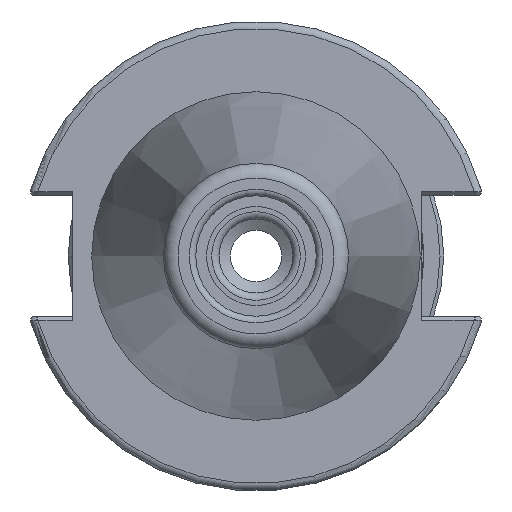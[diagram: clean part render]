
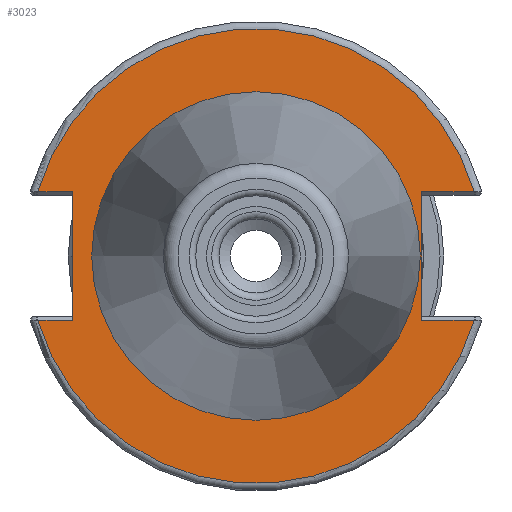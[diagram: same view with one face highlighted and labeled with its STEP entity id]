
A CAD part, left-side view. The second image highlights one B-rep face of the part: STEP entity #3023.
In plain terms, the highlighted planar face has unit normal (-1, 0, 0).
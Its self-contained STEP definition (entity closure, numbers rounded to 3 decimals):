
#46=FACE_BOUND('',#622,.T.);
#192=PLANE('',#3258);
#258=CIRCLE('',#3257,30.775);
#259=CIRCLE('',#3259,30.775);
#260=CIRCLE('',#3260,22.225);
#430=FACE_OUTER_BOUND('',#621,.T.);
#621=EDGE_LOOP('',(#2074,#2075,#2076,#2077,#2078,#2079,#2080,#2081));
#622=EDGE_LOOP('',(#2082));
#834=LINE('',#4742,#1015);
#836=LINE('',#4810,#1017);
#837=LINE('',#4812,#1018);
#838=LINE('',#4816,#1019);
#839=LINE('',#4818,#1020);
#840=LINE('',#4819,#1021);
#1015=VECTOR('',#3621,10.);
#1017=VECTOR('',#3639,10.);
#1018=VECTOR('',#3640,10.);
#1019=VECTOR('',#3643,10.);
#1020=VECTOR('',#3644,10.);
#1021=VECTOR('',#3645,10.);
#1275=VERTEX_POINT('',#4735);
#1278=VERTEX_POINT('',#4740);
#1284=VERTEX_POINT('',#4788);
#1286=VERTEX_POINT('',#4809);
#1287=VERTEX_POINT('',#4811);
#1288=VERTEX_POINT('',#4813);
#1289=VERTEX_POINT('',#4815);
#1290=VERTEX_POINT('',#4817);
#1291=VERTEX_POINT('',#4820);
#1580=EDGE_CURVE('',#1278,#1275,#834,.T.);
#1590=EDGE_CURVE('',#1275,#1284,#258,.T.);
#1593=EDGE_CURVE('',#1278,#1286,#836,.T.);
#1594=EDGE_CURVE('',#1287,#1286,#837,.T.);
#1595=EDGE_CURVE('',#1288,#1287,#259,.T.);
#1596=EDGE_CURVE('',#1289,#1288,#838,.T.);
#1597=EDGE_CURVE('',#1289,#1290,#839,.T.);
#1598=EDGE_CURVE('',#1284,#1290,#840,.T.);
#1599=EDGE_CURVE('',#1291,#1291,#260,.T.);
#2074=ORIENTED_EDGE('',*,*,#1580,.F.);
#2075=ORIENTED_EDGE('',*,*,#1593,.T.);
#2076=ORIENTED_EDGE('',*,*,#1594,.F.);
#2077=ORIENTED_EDGE('',*,*,#1595,.F.);
#2078=ORIENTED_EDGE('',*,*,#1596,.F.);
#2079=ORIENTED_EDGE('',*,*,#1597,.T.);
#2080=ORIENTED_EDGE('',*,*,#1598,.F.);
#2081=ORIENTED_EDGE('',*,*,#1590,.F.);
#2082=ORIENTED_EDGE('',*,*,#1599,.T.);
#3023=ADVANCED_FACE('',(#430,#46),#192,.T.);
#3257=AXIS2_PLACEMENT_3D('',#4789,#3635,#3636);
#3258=AXIS2_PLACEMENT_3D('',#4808,#3637,#3638);
#3259=AXIS2_PLACEMENT_3D('',#4814,#3641,#3642);
#3260=AXIS2_PLACEMENT_3D('',#4821,#3646,#3647);
#3621=DIRECTION('',(0.,-1.,0.));
#3635=DIRECTION('center_axis',(1.,0.,0.));
#3636=DIRECTION('ref_axis',(0.,0.,-1.));
#3637=DIRECTION('center_axis',(-1.,0.,0.));
#3638=DIRECTION('ref_axis',(0.,0.,1.));
#3639=DIRECTION('',(0.,0.,1.));
#3640=DIRECTION('',(0.,1.,0.));
#3641=DIRECTION('center_axis',(1.,0.,0.));
#3642=DIRECTION('ref_axis',(0.,0.,-1.));
#3643=DIRECTION('',(0.,1.,0.));
#3644=DIRECTION('',(0.,0.,-1.));
#3645=DIRECTION('',(0.,-1.,0.));
#3646=DIRECTION('center_axis',(1.,0.,0.));
#3647=DIRECTION('ref_axis',(0.,0.,-1.));
#4735=CARTESIAN_POINT('',(3.175,-29.523,-8.69));
#4740=CARTESIAN_POINT('',(3.175,-22.41,-8.69));
#4742=CARTESIAN_POINT('',(3.175,-4.878,-8.69));
#4788=CARTESIAN_POINT('',(3.175,29.523,-8.69));
#4789=CARTESIAN_POINT('Origin',(3.175,0.,
0.));
#4808=CARTESIAN_POINT('Origin',(3.175,30.775,0.));
#4809=CARTESIAN_POINT('',(3.175,-22.41,8.69));
#4810=CARTESIAN_POINT('',(3.175,-22.41,-4.095));
#4811=CARTESIAN_POINT('',(3.175,-29.523,8.69));
#4812=CARTESIAN_POINT('',(3.175,4.182,8.69));
#4813=CARTESIAN_POINT('',(3.175,29.523,8.69));
#4814=CARTESIAN_POINT('Origin',(3.175,0.,
0.));
#4815=CARTESIAN_POINT('',(3.175,24.8,8.69));
#4816=CARTESIAN_POINT('',(3.175,32.958,8.69));
#4817=CARTESIAN_POINT('',(3.175,24.8,-8.69));
#4818=CARTESIAN_POINT('',(3.175,24.8,4.095));
#4819=CARTESIAN_POINT('',(3.175,27.788,-8.69));
#4820=CARTESIAN_POINT('',(3.175,-22.225,0.));
#4821=CARTESIAN_POINT('Origin',(3.175,0.,
0.));
